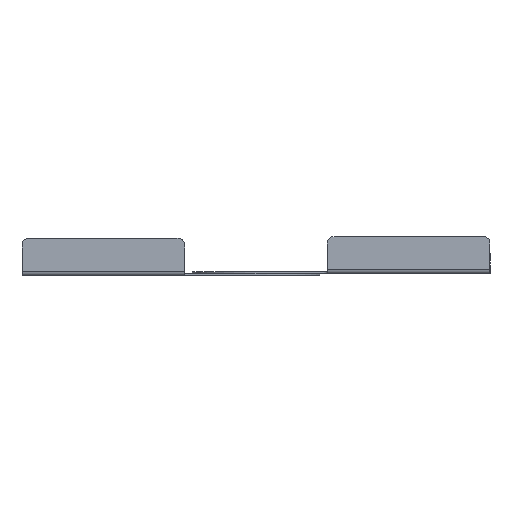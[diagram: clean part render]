
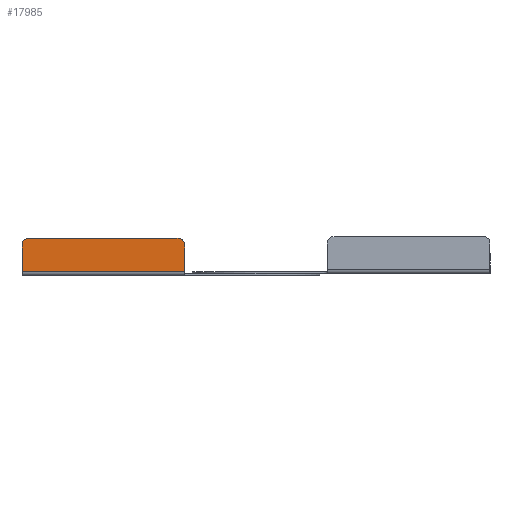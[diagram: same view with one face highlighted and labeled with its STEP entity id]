
A CAD part, front view. The second image highlights one B-rep face of the part: STEP entity #17985.
In plain terms, the highlighted planar face has unit normal (0, -1, 0).
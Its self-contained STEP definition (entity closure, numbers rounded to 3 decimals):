
#12388=CARTESIAN_POINT('',(120.,0.,23.5));
#12389=DIRECTION('',(0.,-1.,0.));
#12390=DIRECTION('',(1.,0.,0.));
#12391=AXIS2_PLACEMENT_3D('',#12388,#12389,#12390);
#12393=DIRECTION('',(0.,0.,1.));
#12394=VECTOR('',#12393,20.5);
#12395=CARTESIAN_POINT('',(125.,0.,3.));
#12396=LINE('',#12395,#12394);
#12397=CARTESIAN_POINT('',(5.,0.,23.5));
#12398=DIRECTION('',(0.,-1.,0.));
#12399=DIRECTION('',(0.,0.,1.));
#12400=AXIS2_PLACEMENT_3D('',#12397,#12398,#12399);
#12402=DIRECTION('',(1.,0.,0.));
#12403=VECTOR('',#12402,115.);
#12404=CARTESIAN_POINT('',(5.,0.,28.5));
#12405=LINE('',#12404,#12403);
#12428=DIRECTION('',(0.,0.,1.));
#12429=VECTOR('',#12428,20.5);
#12430=CARTESIAN_POINT('',(0.,0.,3.));
#12431=LINE('',#12430,#12429);
#16492=DIRECTION('',(-1.,0.,0.));
#16493=VECTOR('',#16492,125.);
#16494=CARTESIAN_POINT('',(125.,0.,3.));
#16495=LINE('',#16494,#16493);
#17138=CARTESIAN_POINT('',(125.,0.,3.));
#17140=VERTEX_POINT('',#17138);
#17142=CARTESIAN_POINT('',(0.,0.,3.));
#17143=VERTEX_POINT('',#17142);
#17146=CARTESIAN_POINT('',(125.,0.,23.5));
#17147=CARTESIAN_POINT('',(120.,0.,28.5));
#17148=VERTEX_POINT('',#17146);
#17149=VERTEX_POINT('',#17147);
#17156=CARTESIAN_POINT('',(5.,0.,28.5));
#17157=VERTEX_POINT('',#17156);
#17158=CARTESIAN_POINT('',(0.,0.,23.5));
#17159=VERTEX_POINT('',#17158);
#17967=CARTESIAN_POINT('',(229.,0.,28.5));
#17968=DIRECTION('',(0.,1.,0.));
#17969=DIRECTION('',(0.,0.,1.));
#17970=AXIS2_PLACEMENT_3D('',#17967,#17968,#17969);
#17971=PLANE('',#17970);
#17973=ORIENTED_EDGE('',*,*,#17972,.T.);
#17975=ORIENTED_EDGE('',*,*,#17974,.F.);
#17976=ORIENTED_EDGE('',*,*,#17958,.F.);
#17978=ORIENTED_EDGE('',*,*,#17977,.T.);
#17980=ORIENTED_EDGE('',*,*,#17979,.T.);
#17982=ORIENTED_EDGE('',*,*,#17981,.F.);
#17983=EDGE_LOOP('',(#17973,#17975,#17976,#17978,#17980,#17982));
#17984=FACE_OUTER_BOUND('',#17983,.F.);
#17985=ADVANCED_FACE('',(#17984),#17971,.F.);
#12392=CIRCLE('',#12391,5.);
#12401=CIRCLE('',#12400,5.);
#17958=EDGE_CURVE('',#17140,#17148,#12396,.T.);
#17972=EDGE_CURVE('',#17157,#17149,#12405,.T.);
#17974=EDGE_CURVE('',#17148,#17149,#12392,.T.);
#17977=EDGE_CURVE('',#17140,#17143,#16495,.T.);
#17979=EDGE_CURVE('',#17143,#17159,#12431,.T.);
#17981=EDGE_CURVE('',#17157,#17159,#12401,.T.);
